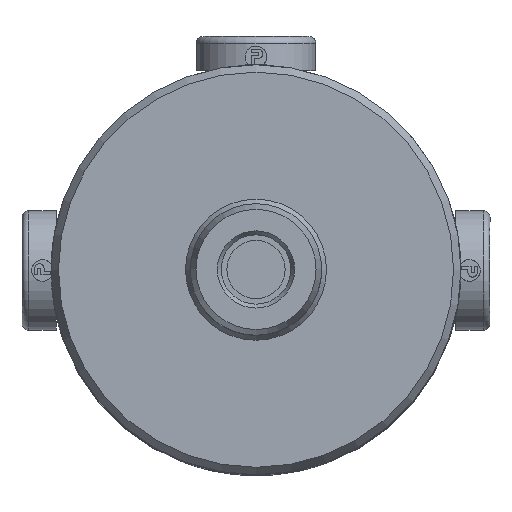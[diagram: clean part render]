
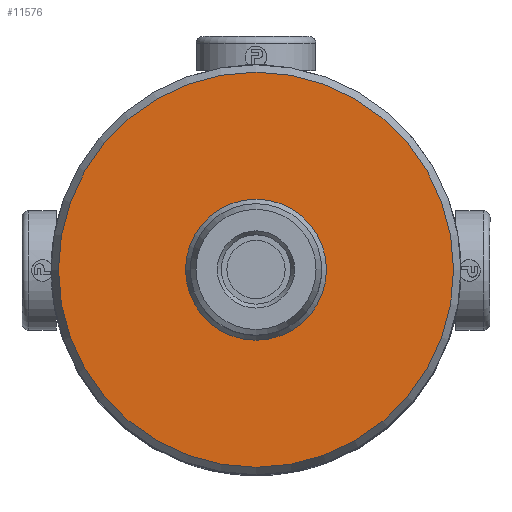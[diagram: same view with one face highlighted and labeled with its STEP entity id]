
A CAD part, top view. The second image highlights one B-rep face of the part: STEP entity #11576.
In plain terms, the highlighted planar face has unit normal (0, 0, 1).
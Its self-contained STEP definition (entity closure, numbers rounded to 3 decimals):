
#11549=CARTESIAN_POINT('',(0.0,0.0,0.0));
#11550=DIRECTION('',(0.0,0.0,-1.0));
#11551=DIRECTION('',(-1.0,0.0,0.0));
#11552=AXIS2_PLACEMENT_3D('',#11549,#11550,#11551);
#11553=PLANE('',#11552);
#11554=CARTESIAN_POINT('',(23.129,0.,0.0));
#11555=VERTEX_POINT('',#11554);
#11556=CARTESIAN_POINT('',(0.0,0.0,0.0));
#11557=DIRECTION('',(0.0,0.0,-1.0));
#11558=DIRECTION('',(-1.0,0.0,0.0));
#11559=AXIS2_PLACEMENT_3D('',#11556,#11557,#11558);
#11560=CIRCLE('',#11559,23.129);
#11561=EDGE_CURVE('',#11555,#11555,#11560,.T.);
#11562=ORIENTED_EDGE('',*,*,#11561,.F.);
#11563=EDGE_LOOP('',(#11562));
#11564=FACE_OUTER_BOUND('',#11563,.T.);
#11565=CARTESIAN_POINT('',(-8.25,0.,0.0));
#11566=VERTEX_POINT('',#11565);
#11567=CARTESIAN_POINT('',(0.0,0.0,0.0));
#11568=DIRECTION('',(0.0,0.0,-1.0));
#11569=DIRECTION('',(0.0,1.0,0.0));
#11570=AXIS2_PLACEMENT_3D('',#11567,#11568,#11569);
#11571=CIRCLE('',#11570,8.25);
#11572=EDGE_CURVE('',#11566,#11566,#11571,.T.);
#11573=ORIENTED_EDGE('',*,*,#11572,.T.);
#11574=EDGE_LOOP('',(#11573));
#11575=FACE_BOUND('',#11574,.T.);
#11576=ADVANCED_FACE('',(#11564,#11575),#11553,.F.);
